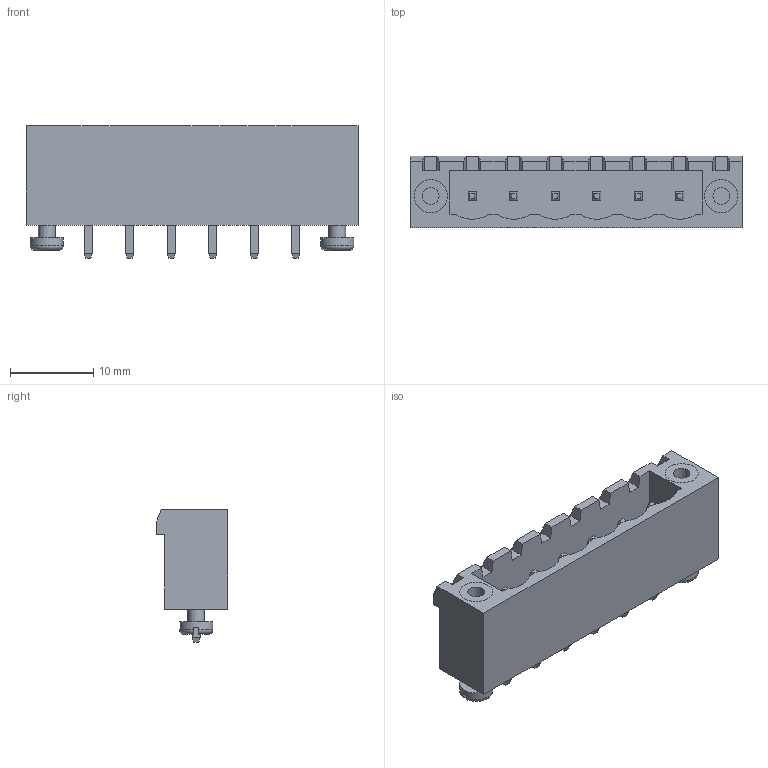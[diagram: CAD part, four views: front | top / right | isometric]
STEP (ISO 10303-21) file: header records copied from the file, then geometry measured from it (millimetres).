
FILE_DESCRIPTION(/* description */ ('model of PhoenixContact_MSTBV-GF_06x5.00mm_Vertical_ThreadedFlange_MountHole.'),/* implementation_level */ FILE_NAME(/* name */ 'PhoenixContact_MSTBV-GF_06x5.00mm_Vertical_ThreadedFlange_MountHole..stp',/* time_stamp */ '2017-02-27T15:45:20',/* author */ ('Rene Poeschl',''),/* organization */ (''),/* preprocessor_version */ '',/* originating_system */ '',/* authorisation */ '');
FILE_NAME(/* name */ 'PhoenixContact_MSTBV-GF_06x5.00mm_Vertical_ThreadedFlange_MountHole..stp',/* time_stamp */ '2017-02-27T15:45:20',/* author */ ('Rene Poeschl',''),/* organization */ (''),/* preprocessor_version */ '',/* originating_system */ '',/* authorisation */ '');
FILE_SCHEMA(('AUTOMOTIVE_DESIGN_CC2 { 1 2 10303 214 -1 1 5 4 }'));
Length unit declared in the file: millimetre
Products named in the file (1): MSTBV_01x06_GF_5_00mm_MH
Bounding box: 40 x 8.6 x 16 mm (x, y, z)
Volume: 2339.6 mm3; surface area: 2840.9 mm2
Topology: 1 solids, 1 shells, 199 faces, 471 edges, 294 vertices
Faces by surface type: plane 183, cylinder 12, torus 4
Full cylindrical faces by diameter (mm): 2 x4, 4 x2
Entity records: 15345 total; most frequent: CARTESIAN_POINT 4535, DIRECTION 1671, LINE 1167, VECTOR 1167, ORIENTED_EDGE 942, PCURVE 942, DEFINITIONAL_REPRESENTATION 942, EDGE_CURVE 471
